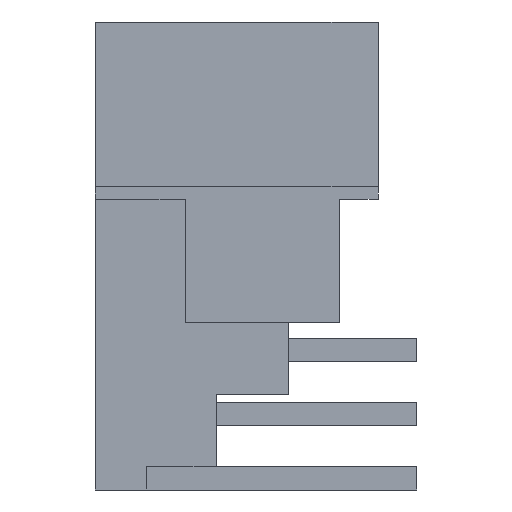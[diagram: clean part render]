
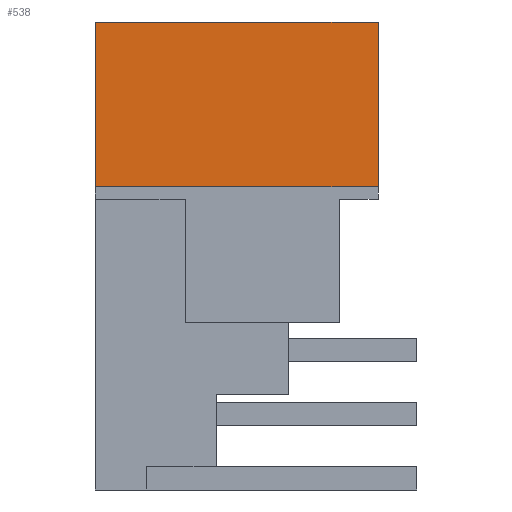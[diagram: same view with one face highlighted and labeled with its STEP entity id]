
A CAD part, left-side view. The second image highlights one B-rep face of the part: STEP entity #538.
In plain terms, the highlighted planar face has unit normal (-1, 0, 0).
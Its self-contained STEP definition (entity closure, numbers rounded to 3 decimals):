
#261 = VERTEX_POINT ( 'NONE', #3160 ) ;
#456 = LINE ( 'NONE', #5744, #3995 ) ;
#538 = ADVANCED_FACE ( 'NONE', ( #2937 ), #4821, .F. ) ;
#580 = CARTESIAN_POINT ( 'NONE',  ( 10.822, 3.154, 6.4 ) ) ;
#1165 = VECTOR ( 'NONE', #6823, 1000. ) ;
#1557 = ORIENTED_EDGE ( 'NONE', *, *, #7692, .F. ) ;
#1798 = LINE ( 'NONE', #11905, #3699 ) ;
#1893 = ORIENTED_EDGE ( 'NONE', *, *, #3628, .F. ) ;
#2058 = VERTEX_POINT ( 'NONE', #3470 ) ;
#2937 = FACE_OUTER_BOUND ( 'NONE', #16150, .T. ) ;
#3160 = CARTESIAN_POINT ( 'NONE',  ( 10.822, 3.154, 6.4 ) ) ;
#3470 = CARTESIAN_POINT ( 'NONE',  ( 10.822, 14.154, 0. ) ) ;
#3628 = EDGE_CURVE ( 'NONE', #10982, #261, #15801, .T. ) ;
#3699 = VECTOR ( 'NONE', #4988, 1000. ) ;
#3995 = VECTOR ( 'NONE', #8558, 1000. ) ;
#4081 = DIRECTION ( 'NONE',  ( 0., -1., 0. ) ) ;
#4417 = CARTESIAN_POINT ( 'NONE',  ( 10.822, 3.154, 0. ) ) ;
#4821 = PLANE ( 'NONE',  #12994 ) ;
#4988 = DIRECTION ( 'NONE',  ( 0., -1., 0. ) ) ;
#5744 = CARTESIAN_POINT ( 'NONE',  ( 10.822, 14.154, 6.4 ) ) ;
#6332 = CARTESIAN_POINT ( 'NONE',  ( 10.822, 14.154, 6.4 ) ) ;
#6823 = DIRECTION ( 'NONE',  ( 0., 0., -1. ) ) ;
#7692 = EDGE_CURVE ( 'NONE', #261, #13572, #15126, .T. ) ;
#8461 = VECTOR ( 'NONE', #4081, 1000. ) ;
#8558 = DIRECTION ( 'NONE',  ( 0., 0., -1. ) ) ;
#10982 = VERTEX_POINT ( 'NONE', #12076 ) ;
#11704 = ORIENTED_EDGE ( 'NONE', *, *, #17453, .T. ) ;
#11905 = CARTESIAN_POINT ( 'NONE',  ( 10.822, 14.154, 0. ) ) ;
#12076 = CARTESIAN_POINT ( 'NONE',  ( 10.822, 14.154, 6.4 ) ) ;
#12830 = DIRECTION ( 'NONE',  ( 0., 1., 0. ) ) ;
#12994 = AXIS2_PLACEMENT_3D ( 'NONE', #6332, #16657, #12830 ) ;
#13553 = EDGE_CURVE ( 'NONE', #10982, #2058, #456, .T. ) ;
#13572 = VERTEX_POINT ( 'NONE', #4417 ) ;
#14145 = ORIENTED_EDGE ( 'NONE', *, *, #13553, .T. ) ;
#15126 = LINE ( 'NONE', #580, #1165 ) ;
#15175 = CARTESIAN_POINT ( 'NONE',  ( 10.822, 14.154, 6.4 ) ) ;
#15801 = LINE ( 'NONE', #15175, #8461 ) ;
#16150 = EDGE_LOOP ( 'NONE', ( #11704, #1557, #1893, #14145 ) ) ;
#16657 = DIRECTION ( 'NONE',  ( 1., 0., 0. ) ) ;
#17453 = EDGE_CURVE ( 'NONE', #2058, #13572, #1798, .T. ) ;
